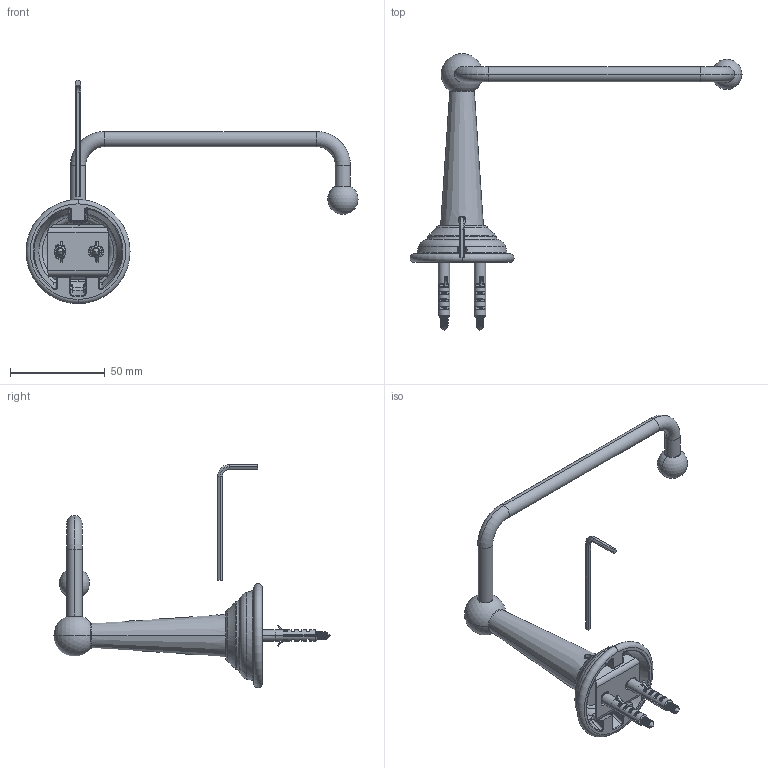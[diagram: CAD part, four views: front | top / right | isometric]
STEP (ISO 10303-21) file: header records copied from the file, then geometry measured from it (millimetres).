
FILE_DESCRIPTION((''),'2;1');
FILE_NAME('JCA0129CH_ASM','2021-07-23T16:32:44',('25393'),(''),'CREO PARAMETRIC BY PTC INC, 2018020','CREO PARAMETRIC BY PTC INC, 2018020','');
FILE_SCHEMA(('CONFIG_CONTROL_DESIGN'));
Length unit declared in the file: millimetre
Products named in the file (12): 2005001-012; 2004062-072; 2004062-102; 2004062-132; BT-M4X12; DS-M5X8-J; 7005025-022; ZG-4_2X38-YDS; JD-S6; S2_5; DS-M5X10-J; JCA0129CH_ASM
Assembly tree (13 placements, depth 2):
  JCA0129CH_ASM
    2005001-012
    2004062-072
    2004062-102
    2004062-132
    BT-M4X12
    DS-M5X8-J
    7005025-022
    ZG-4_2X38-YDS  x2
    JD-S6  x2
    S2_5
    DS-M5X10-J
Bounding box: 175.5 x 146.29 x 118.05 mm (x, y, z)
Volume: 42642.2 mm3; surface area: 31928.7 mm2
Topology: 13 solids, 13 shells, 928 faces, 2407 edges, 1508 vertices
Faces by surface type: cylinder 373, plane 212, bspline 197, torus 62, cone 56, sphere 28
Entity records: 47022 total; most frequent: CARTESIAN_POINT 32313, ORIENTED_EDGE 3364, DIRECTION 2475, EDGE_CURVE 1682, VERTEX_POINT 1063, AXIS2_PLACEMENT_3D 921, EDGE_LOOP 693, B_SPLINE_CURVE_WITH_KNOTS 672
